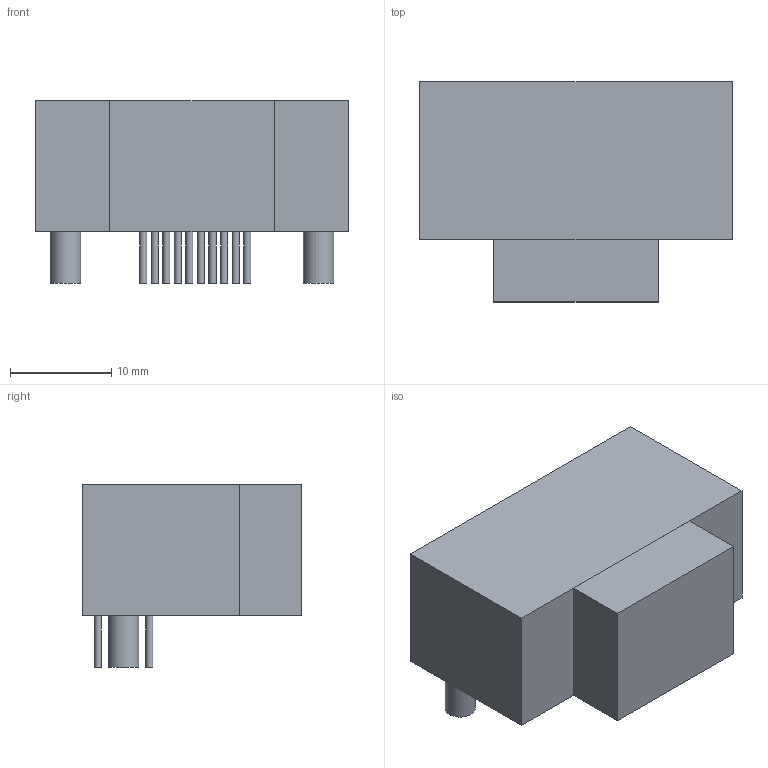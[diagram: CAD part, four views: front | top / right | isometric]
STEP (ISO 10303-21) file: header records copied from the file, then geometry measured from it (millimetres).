
FILE_DESCRIPTION(('FreeCAD Model'),'2;1');
FILE_NAME('4664962.1.2.stp','2020-04-11T13:12:00',( 'Author'),(''),'Open CASCADE STEP processor 6.9','FreeCAD','Unknown' );
FILE_SCHEMA(('AUTOMOTIVE_DESIGN { 1 0 10303 214 1 1 1 1 }'));
Length unit declared in the file: millimetre
Products named in the file (3): ASSEMBLY; Body; Leads
Assembly tree (18 placements, depth 2):
  ASSEMBLY
    Body
    Leads  x17
Bounding box: 30.81 x 21.7 x 18.06 mm (x, y, z)
Volume: 9223.5 mm3; surface area: 8109.4 mm2
Topology: 291 solids, 291 shells, 879 faces, 891 edges, 594 vertices
Faces by surface type: plane 590, cylinder 289
Full cylindrical faces by diameter (mm): 0.7 x255, 3 x34
Entity records: 2531 total; most frequent: DIRECTION 423, CARTESIAN_POINT 357, LINE 157, VECTOR 157, ORIENTED_EDGE 150, PCURVE 150, DEFINITIONAL_REPRESENTATION 150, AXIS2_PLACEMENT_3D 116
